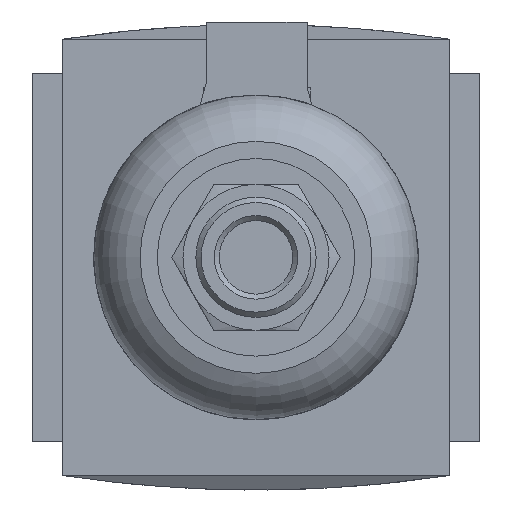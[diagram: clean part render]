
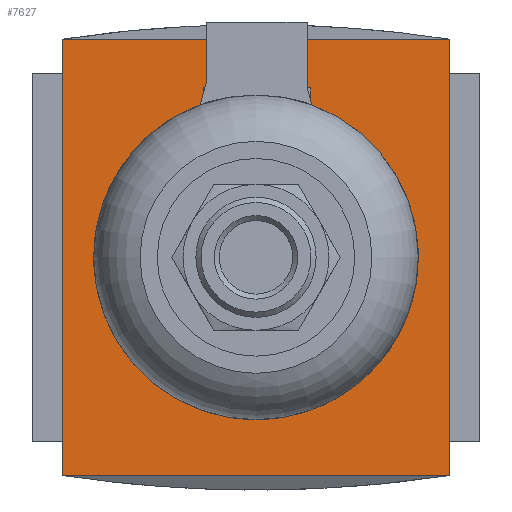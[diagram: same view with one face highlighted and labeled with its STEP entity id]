
A CAD part, front view. The second image highlights one B-rep face of the part: STEP entity #7627.
In plain terms, the highlighted planar face has unit normal (0, -1, 0).
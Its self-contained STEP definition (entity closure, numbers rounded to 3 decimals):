
#117=PLANE('',#8050);
#532=LINE('',#10729,#1110);
#547=LINE('',#10759,#1125);
#570=LINE('',#10812,#1148);
#571=LINE('',#10813,#1149);
#1110=VECTOR('',#8967,1000.);
#1125=VECTOR('',#8984,1000.);
#1148=VECTOR('',#9023,1000.);
#1149=VECTOR('',#9024,1000.);
#2055=ORIENTED_EDGE('',*,*,#3366,.F.);
#2056=ORIENTED_EDGE('',*,*,#3408,.T.);
#2057=ORIENTED_EDGE('',*,*,#3381,.F.);
#2058=ORIENTED_EDGE('',*,*,#3409,.T.);
#3366=EDGE_CURVE('',#4081,#3958,#532,.T.);
#3381=EDGE_CURVE('',#3956,#4095,#547,.T.);
#3408=EDGE_CURVE('',#4081,#4095,#570,.T.);
#3409=EDGE_CURVE('',#3956,#3958,#571,.T.);
#3956=VERTEX_POINT('',#10470);
#3958=VERTEX_POINT('',#10474);
#4081=VERTEX_POINT('',#10730);
#4095=VERTEX_POINT('',#10760);
#4634=EDGE_LOOP('',(#2055,#2056,#2057,#2058));
#5003=FACE_BOUND('',#4634,.T.);
#7627=ADVANCED_FACE('',(#5003),#117,.F.);
#8050=AXIS2_PLACEMENT_3D('',#10811,#9021,#9022);
#8967=DIRECTION('',(0.,0.,1.));
#8984=DIRECTION('',(0.,0.,-1.));
#9021=DIRECTION('',(0.,1.,0.));
#9022=DIRECTION('',(0.,0.,1.));
#9023=DIRECTION('',(1.,0.,0.));
#9024=DIRECTION('',(-1.,0.,0.));
#10470=CARTESIAN_POINT('',(22.5,-31.,25.4));
#10474=CARTESIAN_POINT('',(-22.5,-31.,25.4));
#10729=CARTESIAN_POINT('',(-22.5,-31.,-25.4));
#10730=CARTESIAN_POINT('',(-22.5,-31.,-25.4));
#10759=CARTESIAN_POINT('',(22.5,-31.,25.4));
#10760=CARTESIAN_POINT('',(22.5,-31.,-25.4));
#10811=CARTESIAN_POINT('',(0.,-31.,122.903));
#10812=CARTESIAN_POINT('',(0.,-31.,-25.4));
#10813=CARTESIAN_POINT('',(0.,-31.,25.4));
